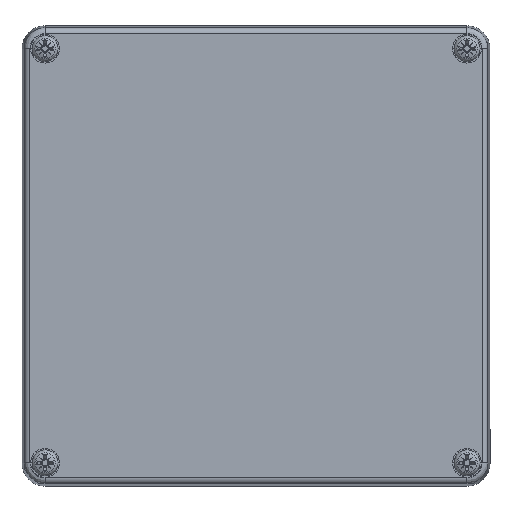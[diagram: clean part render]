
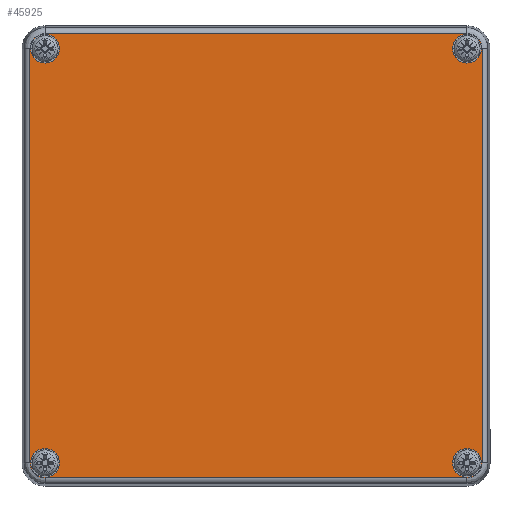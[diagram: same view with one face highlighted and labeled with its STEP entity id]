
A CAD part, top view. The second image highlights one B-rep face of the part: STEP entity #45925.
In plain terms, the highlighted planar face has unit normal (0, 0, 1).
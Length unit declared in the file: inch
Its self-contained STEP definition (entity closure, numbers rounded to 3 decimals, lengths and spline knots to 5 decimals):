
#308 = EDGE_CURVE ( 'NONE', #3682, #3682, #81371, .T. ) ;
#491 = EDGE_LOOP ( 'NONE', ( #45476, #7169, #39738, #33258, #59099, #87630, #28593, #51347 ) ) ;
#1790 = EDGE_CURVE ( 'NONE', #51400, #86638, #53111, .T. ) ;
#3109 = DIRECTION ( 'NONE',  ( -1., 0., 0. ) ) ;
#3682 = VERTEX_POINT ( 'NONE', #75098 ) ;
#5540 = CIRCLE ( 'NONE', #6301, 0.14764 ) ;
#6301 = AXIS2_PLACEMENT_3D ( 'NONE', #65474, #10316, #24358 ) ;
#7169 = ORIENTED_EDGE ( 'NONE', *, *, #1790, .F. ) ;
#8686 = CARTESIAN_POINT ( 'NONE',  ( 2.31949, -2.21627, 1.37795 ) ) ;
#8827 = CARTESIAN_POINT ( 'NONE',  ( -2.31299, -2.12598, 1.37795 ) ) ;
#10140 = CARTESIAN_POINT ( 'NONE',  ( -2.16535, 2.28012, 1.37795 ) ) ;
#10204 =( BOUNDED_CURVE ( )  B_SPLINE_CURVE ( 3, ( #45566, #11294, #52409, #18431 ),
 .UNSPECIFIED., .F., .F. ) 
 B_SPLINE_CURVE_WITH_KNOTS ( ( 4, 4 ),
 ( 0., 1. ),
 .UNSPECIFIED. ) 
 CURVE ( )  GEOMETRIC_REPRESENTATION_ITEM ( )  RATIONAL_B_SPLINE_CURVE ( ( 1., 0.805, 0.805, 1. ) ) 
 REPRESENTATION_ITEM ( '' )  );
#10316 = DIRECTION ( 'NONE',  ( 0., 0., 1. ) ) ;
#11294 = CARTESIAN_POINT ( 'NONE',  ( -2.25564, -2.28012, 1.37795 ) ) ;
#12747 = CARTESIAN_POINT ( 'NONE',  ( 2.31949, 2.12598, 1.37795 ) ) ;
#13320 = PLANE ( 'NONE',  #74261 ) ;
#13908 = CARTESIAN_POINT ( 'NONE',  ( 2.16535, 2.12598, 1.37795 ) ) ;
#14616 = FACE_OUTER_BOUND ( 'NONE', #491, .T. ) ;
#14832 = CARTESIAN_POINT ( 'NONE',  ( 2.01772, 2.12598, 1.37795 ) ) ;
#15279 = CARTESIAN_POINT ( 'NONE',  ( 2.31949, -2.12598, 1.37795 ) ) ;
#15732 = DIRECTION ( 'NONE',  ( 0., -1., 0. ) ) ;
#16141 =( BOUNDED_CURVE ( )  B_SPLINE_CURVE ( 3, ( #81149, #33143, #40324, #53976 ),
 .UNSPECIFIED., .F., .F. ) 
 B_SPLINE_CURVE_WITH_KNOTS ( ( 4, 4 ),
 ( 0., 1. ),
 .UNSPECIFIED. ) 
 CURVE ( )  GEOMETRIC_REPRESENTATION_ITEM ( )  RATIONAL_B_SPLINE_CURVE ( ( 1., 0.805, 0.805, 1. ) ) 
 REPRESENTATION_ITEM ( '' )  );
#16342 = CARTESIAN_POINT ( 'NONE',  ( -2.31949, 0., 1.37795 ) ) ;
#17808 = EDGE_CURVE ( 'NONE', #77796, #46739, #16141, .T. ) ;
#18283 = EDGE_LOOP ( 'NONE', ( #33339 ) ) ;
#18431 = CARTESIAN_POINT ( 'NONE',  ( -2.31949, -2.12598, 1.37795 ) ) ;
#18552 = ORIENTED_EDGE ( 'NONE', *, *, #80992, .F. ) ;
#18973 = FACE_BOUND ( 'NONE', #84537, .T. ) ;
#19286 = EDGE_CURVE ( 'NONE', #86638, #46777, #80061, .T. ) ;
#19401 = DIRECTION ( 'NONE',  ( 1., 0., 0. ) ) ;
#19441 = EDGE_CURVE ( 'NONE', #46739, #52691, #79948, .T. ) ;
#19598 = DIRECTION ( 'NONE',  ( -1., 0., 0. ) ) ;
#19850 = DIRECTION ( 'NONE',  ( -1., 0., 0. ) ) ;
#20544 = CARTESIAN_POINT ( 'NONE',  ( -2.31949, 2.12598, 1.37795 ) ) ;
#20756 = DIRECTION ( 'NONE',  ( 0., 0., 1. ) ) ;
#22039 = DIRECTION ( 'NONE',  ( 0., 1., 0. ) ) ;
#22373 = VECTOR ( 'NONE', #19401, 39.37008 ) ;
#23836 = VECTOR ( 'NONE', #19598, 39.37008 ) ;
#24078 = CARTESIAN_POINT ( 'NONE',  ( 2.01772, -2.12598, 1.37795 ) ) ;
#24346 = VECTOR ( 'NONE', #15732, 39.37008 ) ;
#24358 = DIRECTION ( 'NONE',  ( -1., 0., 0. ) ) ;
#25600 = AXIS2_PLACEMENT_3D ( 'NONE', #37115, #70759, #3109 ) ;
#26909 = CARTESIAN_POINT ( 'NONE',  ( -2.16535, -2.28012, 1.37795 ) ) ;
#27479 = EDGE_CURVE ( 'NONE', #60143, #60143, #29962, .T. ) ;
#27688 = EDGE_CURVE ( 'NONE', #45180, #45180, #52272, .T. ) ;
#28306 = CARTESIAN_POINT ( 'NONE',  ( 2.16535, 2.28012, 1.37795 ) ) ;
#28593 = ORIENTED_EDGE ( 'NONE', *, *, #68797, .F. ) ;
#29737 = EDGE_CURVE ( 'NONE', #52691, #51400, #41509, .T. ) ;
#29962 = CIRCLE ( 'NONE', #75848, 0.14764 ) ;
#30338 = CARTESIAN_POINT ( 'NONE',  ( 2.31949, 0., 1.37795 ) ) ;
#33143 = CARTESIAN_POINT ( 'NONE',  ( -2.31949, 2.21627, 1.37795 ) ) ;
#33258 = ORIENTED_EDGE ( 'NONE', *, *, #19441, .F. ) ;
#33339 = ORIENTED_EDGE ( 'NONE', *, *, #27688, .F. ) ;
#34429 = VERTEX_POINT ( 'NONE', #24078 ) ;
#36342 = EDGE_CURVE ( 'NONE', #46777, #86508, #40925, .T. ) ;
#37115 = CARTESIAN_POINT ( 'NONE',  ( -2.16535, -2.12598, 1.37795 ) ) ;
#38476 = EDGE_CURVE ( 'NONE', #57928, #77796, #42828, .T. ) ;
#39738 = ORIENTED_EDGE ( 'NONE', *, *, #29737, .F. ) ;
#39827 = ORIENTED_EDGE ( 'NONE', *, *, #308, .F. ) ;
#39865 = CARTESIAN_POINT ( 'NONE',  ( 2.16535, 2.28012, 1.37795 ) ) ;
#40177 = CARTESIAN_POINT ( 'NONE',  ( 0., -2.28012, 1.37795 ) ) ;
#40324 = CARTESIAN_POINT ( 'NONE',  ( -2.25564, 2.28012, 1.37795 ) ) ;
#40746 = CARTESIAN_POINT ( 'NONE',  ( 0., 0., 1.37795 ) ) ;
#40925 = LINE ( 'NONE', #40177, #23836 ) ;
#41509 =( BOUNDED_CURVE ( )  B_SPLINE_CURVE ( 3, ( #39865, #66703, #46105, #12747 ),
 .UNSPECIFIED., .F., .F. ) 
 B_SPLINE_CURVE_WITH_KNOTS ( ( 4, 4 ),
 ( 0., 1. ),
 .UNSPECIFIED. ) 
 CURVE ( )  GEOMETRIC_REPRESENTATION_ITEM ( )  RATIONAL_B_SPLINE_CURVE ( ( 1., 0.805, 0.805, 1. ) ) 
 REPRESENTATION_ITEM ( '' )  );
#42413 = CARTESIAN_POINT ( 'NONE',  ( 2.25564, -2.28012, 1.37795 ) ) ;
#42828 = LINE ( 'NONE', #16342, #50260 ) ;
#44011 = CARTESIAN_POINT ( 'NONE',  ( -2.31949, -2.12598, 1.37795 ) ) ;
#44317 = ORIENTED_EDGE ( 'NONE', *, *, #27479, .F. ) ;
#45180 = VERTEX_POINT ( 'NONE', #8827 ) ;
#45476 = ORIENTED_EDGE ( 'NONE', *, *, #19286, .F. ) ;
#45566 = CARTESIAN_POINT ( 'NONE',  ( -2.16535, -2.28012, 1.37795 ) ) ;
#45925 = ADVANCED_FACE ( 'NONE', ( #69076, #18973, #50950, #66945, #14616 ), #13320, .F. ) ;
#46105 = CARTESIAN_POINT ( 'NONE',  ( 2.31949, 2.21627, 1.37795 ) ) ;
#46396 = DIRECTION ( 'NONE',  ( 0., 0., -1. ) ) ;
#46739 = VERTEX_POINT ( 'NONE', #10140 ) ;
#46777 = VERTEX_POINT ( 'NONE', #72431 ) ;
#48876 = DIRECTION ( 'NONE',  ( -1., 0., 0. ) ) ;
#50260 = VECTOR ( 'NONE', #22039, 39.37008 ) ;
#50950 = FACE_BOUND ( 'NONE', #74964, .T. ) ;
#51347 = ORIENTED_EDGE ( 'NONE', *, *, #36342, .F. ) ;
#51400 = VERTEX_POINT ( 'NONE', #57243 ) ;
#52272 = CIRCLE ( 'NONE', #25600, 0.14764 ) ;
#52409 = CARTESIAN_POINT ( 'NONE',  ( -2.31949, -2.21627, 1.37795 ) ) ;
#52691 = VERTEX_POINT ( 'NONE', #28306 ) ;
#53111 = LINE ( 'NONE', #30338, #24346 ) ;
#53976 = CARTESIAN_POINT ( 'NONE',  ( -2.16535, 2.28012, 1.37795 ) ) ;
#57243 = CARTESIAN_POINT ( 'NONE',  ( 2.31949, 2.12598, 1.37795 ) ) ;
#57928 = VERTEX_POINT ( 'NONE', #44011 ) ;
#59099 = ORIENTED_EDGE ( 'NONE', *, *, #17808, .F. ) ;
#60143 = VERTEX_POINT ( 'NONE', #14832 ) ;
#65474 = CARTESIAN_POINT ( 'NONE',  ( 2.16535, -2.12598, 1.37795 ) ) ;
#66703 = CARTESIAN_POINT ( 'NONE',  ( 2.25564, 2.28012, 1.37795 ) ) ;
#66945 = FACE_BOUND ( 'NONE', #82483, .T. ) ;
#68412 = DIRECTION ( 'NONE',  ( -1., 0., 0. ) ) ;
#68797 = EDGE_CURVE ( 'NONE', #86508, #57928, #10204, .T. ) ;
#69076 = FACE_BOUND ( 'NONE', #18283, .T. ) ;
#70759 = DIRECTION ( 'NONE',  ( 0., 0., 1. ) ) ;
#72431 = CARTESIAN_POINT ( 'NONE',  ( 2.16535, -2.28012, 1.37795 ) ) ;
#74261 = AXIS2_PLACEMENT_3D ( 'NONE', #40746, #46396, #19850 ) ;
#74964 = EDGE_LOOP ( 'NONE', ( #44317 ) ) ;
#75098 = CARTESIAN_POINT ( 'NONE',  ( -2.31299, 2.12598, 1.37795 ) ) ;
#75186 = CARTESIAN_POINT ( 'NONE',  ( 2.31949, -2.12598, 1.37795 ) ) ;
#75414 = CARTESIAN_POINT ( 'NONE',  ( -2.16535, 2.12598, 1.37795 ) ) ;
#75808 = CARTESIAN_POINT ( 'NONE',  ( 2.16535, -2.28012, 1.37795 ) ) ;
#75848 = AXIS2_PLACEMENT_3D ( 'NONE', #13908, #20756, #68412 ) ;
#77796 = VERTEX_POINT ( 'NONE', #20544 ) ;
#79948 = LINE ( 'NONE', #87348, #22373 ) ;
#80061 =( BOUNDED_CURVE ( )  B_SPLINE_CURVE ( 3, ( #15279, #8686, #42413, #75808 ),
 .UNSPECIFIED., .F., .T. ) 
 B_SPLINE_CURVE_WITH_KNOTS ( ( 4, 4 ),
 ( 0., 1. ),
 .UNSPECIFIED. ) 
 CURVE ( )  GEOMETRIC_REPRESENTATION_ITEM ( )  RATIONAL_B_SPLINE_CURVE ( ( 1., 0.805, 0.805, 1. ) ) 
 REPRESENTATION_ITEM ( '' )  );
#80992 = EDGE_CURVE ( 'NONE', #34429, #34429, #5540, .T. ) ;
#81149 = CARTESIAN_POINT ( 'NONE',  ( -2.31949, 2.12598, 1.37795 ) ) ;
#81371 = CIRCLE ( 'NONE', #84860, 0.14764 ) ;
#82483 = EDGE_LOOP ( 'NONE', ( #18552 ) ) ;
#83474 = DIRECTION ( 'NONE',  ( 0., 0., 1. ) ) ;
#84537 = EDGE_LOOP ( 'NONE', ( #39827 ) ) ;
#84860 = AXIS2_PLACEMENT_3D ( 'NONE', #75414, #83474, #48876 ) ;
#86508 = VERTEX_POINT ( 'NONE', #26909 ) ;
#86638 = VERTEX_POINT ( 'NONE', #75186 ) ;
#87348 = CARTESIAN_POINT ( 'NONE',  ( 0., 2.28012, 1.37795 ) ) ;
#87630 = ORIENTED_EDGE ( 'NONE', *, *, #38476, .F. ) ;
